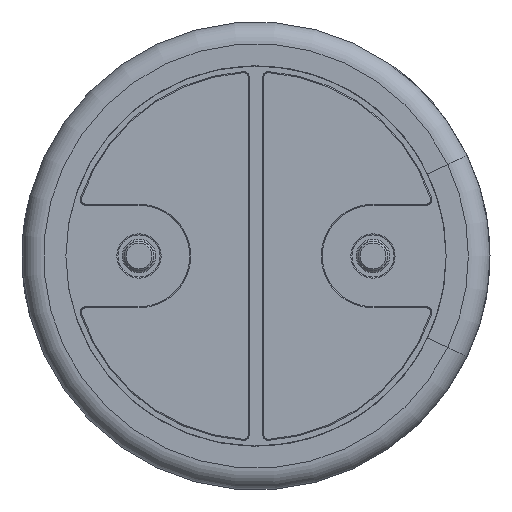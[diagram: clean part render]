
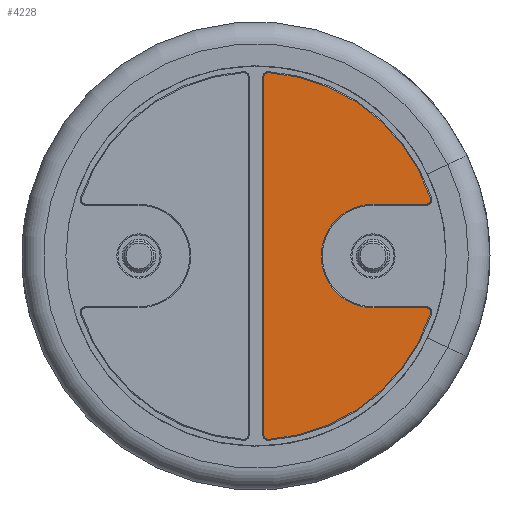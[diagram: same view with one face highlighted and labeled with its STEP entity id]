
A CAD part, front view. The second image highlights one B-rep face of the part: STEP entity #4228.
In plain terms, the highlighted planar face has unit normal (0, -1, 0).
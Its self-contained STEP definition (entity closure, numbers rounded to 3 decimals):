
#59=PLANE('',#4559);
#269=CIRCLE('',#4524,0.077);
#272=CIRCLE('',#4529,0.077);
#275=CIRCLE('',#4533,3.142);
#278=CIRCLE('',#4537,0.077);
#282=CIRCLE('',#4543,0.885);
#286=CIRCLE('',#4549,0.077);
#288=CIRCLE('',#4552,3.142);
#448=FACE_OUTER_BOUND('',#650,.T.);
#650=EDGE_LOOP('',(#3442,#3443,#3444,#3445,#3446,#3447,#3448,#3449,#3450,
#3451));
#862=LINE('',#8011,#1058);
#864=LINE('',#8035,#1060);
#866=LINE('',#8047,#1062);
#1058=VECTOR('',#5236,10.);
#1060=VECTOR('',#5266,10.);
#1062=VECTOR('',#5280,10.);
#1784=VERTEX_POINT('',#7999);
#1787=VERTEX_POINT('',#8004);
#1789=VERTEX_POINT('',#8009);
#1791=VERTEX_POINT('',#8015);
#1793=VERTEX_POINT('',#8021);
#1795=VERTEX_POINT('',#8027);
#1797=VERTEX_POINT('',#8033);
#1799=VERTEX_POINT('',#8039);
#1801=VERTEX_POINT('',#8045);
#1803=VERTEX_POINT('',#8051);
#2347=EDGE_CURVE('',#1787,#1784,#269,.T.);
#2349=EDGE_CURVE('',#1789,#1787,#862,.T.);
#2352=EDGE_CURVE('',#1791,#1789,#272,.T.);
#2355=EDGE_CURVE('',#1793,#1791,#275,.T.);
#2358=EDGE_CURVE('',#1795,#1793,#278,.T.);
#2361=EDGE_CURVE('',#1797,#1795,#864,.T.);
#2364=EDGE_CURVE('',#1799,#1797,#282,.T.);
#2367=EDGE_CURVE('',#1801,#1799,#866,.T.);
#2370=EDGE_CURVE('',#1803,#1801,#286,.T.);
#2372=EDGE_CURVE('',#1784,#1803,#288,.T.);
#3442=ORIENTED_EDGE('',*,*,#2347,.F.);
#3443=ORIENTED_EDGE('',*,*,#2349,.F.);
#3444=ORIENTED_EDGE('',*,*,#2352,.F.);
#3445=ORIENTED_EDGE('',*,*,#2355,.F.);
#3446=ORIENTED_EDGE('',*,*,#2358,.F.);
#3447=ORIENTED_EDGE('',*,*,#2361,.F.);
#3448=ORIENTED_EDGE('',*,*,#2364,.F.);
#3449=ORIENTED_EDGE('',*,*,#2367,.F.);
#3450=ORIENTED_EDGE('',*,*,#2370,.F.);
#3451=ORIENTED_EDGE('',*,*,#2372,.F.);
#4228=ADVANCED_FACE('',(#448),#59,.F.);
#4524=AXIS2_PLACEMENT_3D('',#8006,#5230,#5231);
#4529=AXIS2_PLACEMENT_3D('',#8017,#5242,#5243);
#4533=AXIS2_PLACEMENT_3D('',#8023,#5250,#5251);
#4537=AXIS2_PLACEMENT_3D('',#8029,#5258,#5259);
#4543=AXIS2_PLACEMENT_3D('',#8041,#5272,#5273);
#4549=AXIS2_PLACEMENT_3D('',#8053,#5286,#5287);
#4552=AXIS2_PLACEMENT_3D('',#8056,#5292,#5293);
#4559=AXIS2_PLACEMENT_3D('',#8069,#5312,#5313);
#5230=DIRECTION('center_axis',(0.,1.,0.));
#5231=DIRECTION('ref_axis',(-0.682,0.,0.731));
#5236=DIRECTION('',(0.,0.,1.));
#5242=DIRECTION('center_axis',(0.,1.,0.));
#5243=DIRECTION('ref_axis',(-0.682,0.,-0.731));
#5250=DIRECTION('center_axis',(0.,1.,0.));
#5251=DIRECTION('ref_axis',(0.613,0.,-0.79));
#5258=DIRECTION('center_axis',(0.,1.,0.));
#5259=DIRECTION('ref_axis',(0.81,0.,0.586));
#5266=DIRECTION('',(1.,0.,0.));
#5272=DIRECTION('center_axis',(0.,-1.,0.));
#5273=DIRECTION('ref_axis',(-1.,0.,0.));
#5280=DIRECTION('',(-1.,0.,0.));
#5286=DIRECTION('center_axis',(0.,1.,0.));
#5287=DIRECTION('ref_axis',(0.81,0.,-0.586));
#5292=DIRECTION('center_axis',(0.,1.,0.));
#5293=DIRECTION('ref_axis',(0.613,0.,0.79));
#5312=DIRECTION('center_axis',(0.,1.,0.));
#5313=DIRECTION('ref_axis',(0.,0.,1.));
#7999=CARTESIAN_POINT('',(0.215,-0.05,3.135));
#8004=CARTESIAN_POINT('',(0.133,-0.05,3.058));
#8006=CARTESIAN_POINT('Origin',(0.21,-0.05,3.058));
#8009=CARTESIAN_POINT('',(0.133,-0.05,-3.058));
#8011=CARTESIAN_POINT('',(0.133,-0.05,1.529));
#8015=CARTESIAN_POINT('',(0.215,-0.05,-3.135));
#8017=CARTESIAN_POINT('Origin',(0.21,-0.05,-3.058));
#8021=CARTESIAN_POINT('',(2.983,-0.05,-0.986));
#8023=CARTESIAN_POINT('Origin',(0.,-0.05,0.));
#8027=CARTESIAN_POINT('',(2.91,-0.05,-0.885));
#8029=CARTESIAN_POINT('Origin',(2.91,-0.05,-0.962));
#8033=CARTESIAN_POINT('',(2.,-0.05,-0.885));
#8035=CARTESIAN_POINT('',(2.235,-0.05,-0.885));
#8039=CARTESIAN_POINT('',(2.,-0.05,0.885));
#8041=CARTESIAN_POINT('Origin',(2.,-0.05,0.));
#8045=CARTESIAN_POINT('',(2.91,-0.05,0.885));
#8047=CARTESIAN_POINT('',(1.78,-0.05,0.885));
#8051=CARTESIAN_POINT('',(2.983,-0.05,0.986));
#8053=CARTESIAN_POINT('Origin',(2.91,-0.05,0.962));
#8056=CARTESIAN_POINT('Origin',(0.,-0.05,0.));
#8069=CARTESIAN_POINT('Origin',(1.56,-0.05,0.));
